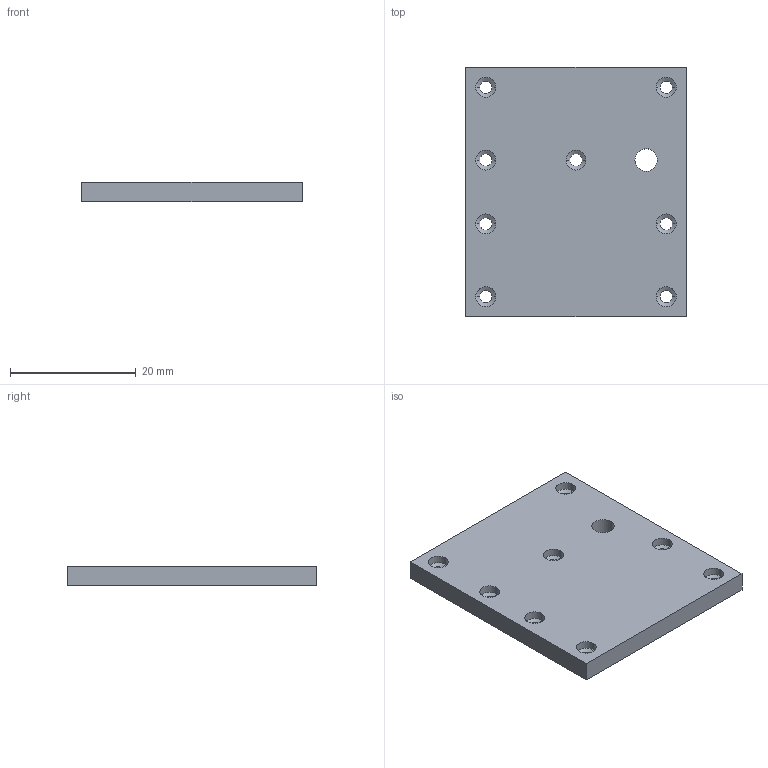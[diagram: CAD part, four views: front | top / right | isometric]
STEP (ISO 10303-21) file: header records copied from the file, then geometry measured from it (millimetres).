
FILE_DESCRIPTION (( 'STEP AP214' ), '1' );
FILE_NAME ('Mag Held Switch Side Plate.STEP', '2021-01-28T10:48:21', ( '' ), ( '' ), 'SwSTEP 2.0', 'SolidWorks 2019', '' );
FILE_SCHEMA (( 'AUTOMOTIVE_DESIGN' ));
Length unit declared in the file: inch
Products named in the file (1): Mag Held Switch Side Plate
Bounding box: 35.04 x 39.65 x 3.17 mm (x, y, z)
Volume: 4245.6 mm3; surface area: 3404.1 mm2
Topology: 1 solids, 1 shells, 56 faces, 130 edges, 76 vertices
Faces by surface type: cylinder 34, cone 16, plane 6
Entity records: 1662 total; most frequent: DIRECTION 312, CARTESIAN_POINT 263, ORIENTED_EDGE 260, EDGE_CURVE 130, AXIS2_PLACEMENT_3D 125, VERTEX_POINT 76, EDGE_LOOP 74, CIRCLE 68
